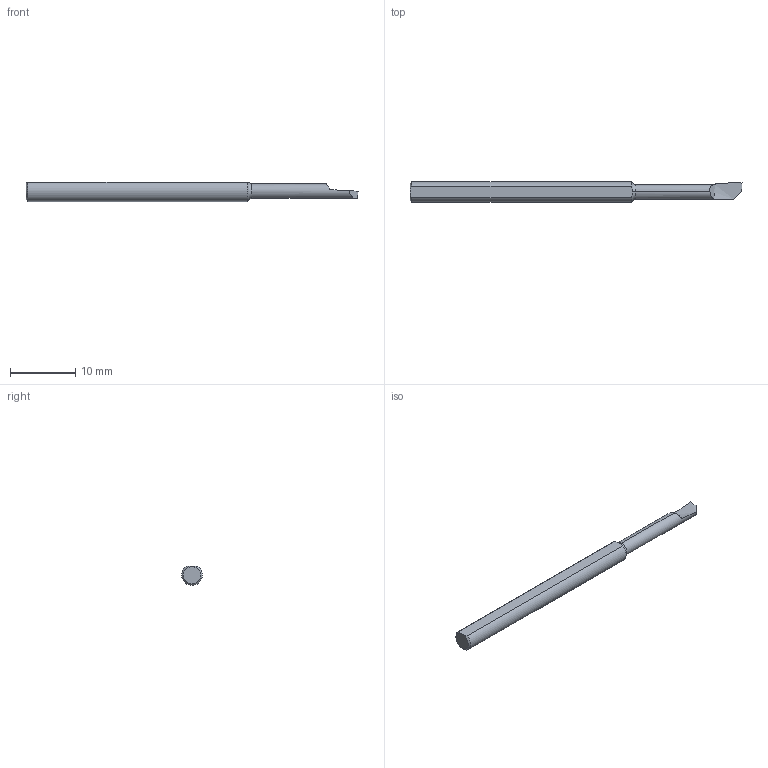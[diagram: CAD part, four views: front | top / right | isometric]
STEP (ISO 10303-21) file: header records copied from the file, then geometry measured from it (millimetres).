
FILE_DESCRIPTION (( 'STEP AP203' ), '1' );
FILE_NAME ('215889-HB100LF.STEP', '2024-07-25T20:50:33', ( '' ), ( '' ), 'SwSTEP 2.0', 'SolidWorks 2024', '' );
FILE_SCHEMA (( 'CONFIG_CONTROL_DESIGN' ));
Length unit declared in the file: inch
Products named in the file (1): 215889-HB100LF
Bounding box: 50.8 x 3.17 x 2.91 mm (x, y, z)
Volume: 313.9 mm3; surface area: 458.2 mm2
Topology: 1 solids, 1 shells, 20 faces, 49 edges, 31 vertices
Faces by surface type: plane 8, cylinder 4, bspline 4, torus 2, cone 2
Entity records: 864 total; most frequent: CARTESIAN_POINT 375, ORIENTED_EDGE 98, DIRECTION 72, EDGE_CURVE 49, AXIS2_PLACEMENT_3D 31, VERTEX_POINT 31, ADVANCED_FACE 20, EDGE_LOOP 20
